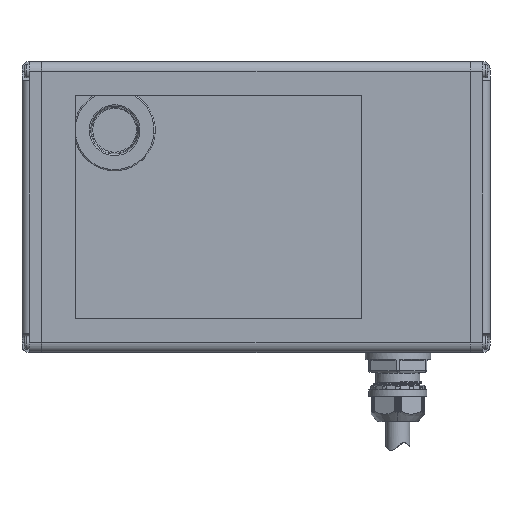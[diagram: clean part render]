
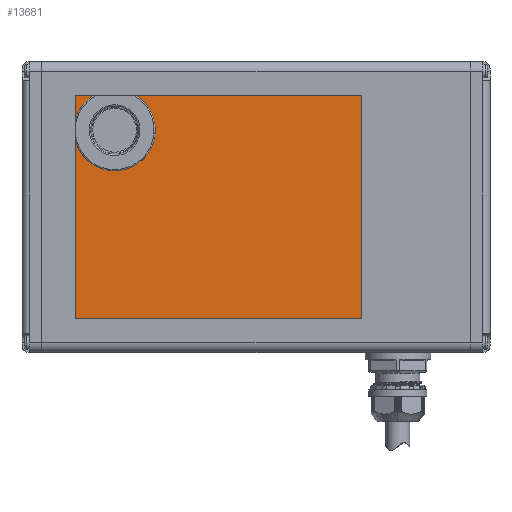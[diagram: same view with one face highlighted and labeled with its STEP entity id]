
A CAD part, top view. The second image highlights one B-rep face of the part: STEP entity #13681.
In plain terms, the highlighted planar face has unit normal (0, 0, 1).
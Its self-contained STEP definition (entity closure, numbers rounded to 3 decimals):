
#570 = LINE ( 'NONE', #20083, #2666 ) ;
#1069 = DIRECTION ( 'NONE',  ( 0., -1., 0. ) ) ;
#2173 = EDGE_CURVE ( 'NONE', #15383, #9332, #570, .T. ) ;
#2469 = LINE ( 'NONE', #4937, #22701 ) ;
#2498 = ORIENTED_EDGE ( 'NONE', *, *, #10275, .F. ) ;
#2666 = VECTOR ( 'NONE', #7446, 1000. ) ;
#3470 = AXIS2_PLACEMENT_3D ( 'NONE', #9035, #19056, #29056 ) ;
#3569 = DIRECTION ( 'NONE',  ( 0., 0., -1. ) ) ;
#4364 = ORIENTED_EDGE ( 'NONE', *, *, #9280, .T. ) ;
#4662 = VERTEX_POINT ( 'NONE', #25605 ) ;
#4937 = CARTESIAN_POINT ( 'NONE',  ( 88.5, -52.1, -20.6 ) ) ;
#7069 = FACE_OUTER_BOUND ( 'NONE', #11354, .T. ) ;
#7446 = DIRECTION ( 'NONE',  ( 0., -1., 0. ) ) ;
#7674 = EDGE_LOOP ( 'NONE', ( #30590, #12705 ) ) ;
#9035 = CARTESIAN_POINT ( 'NONE',  ( 88.5, 52.887, -20.6 ) ) ;
#9280 = EDGE_CURVE ( 'NONE', #4662, #15383, #24670, .T. ) ;
#9332 = VERTEX_POINT ( 'NONE', #22538 ) ;
#10275 = EDGE_CURVE ( 'NONE', #16347, #9332, #2469, .T. ) ;
#10425 = CARTESIAN_POINT ( 'NONE',  ( -42.609, 30.277, -20.6 ) ) ;
#11354 = EDGE_LOOP ( 'NONE', ( #2498, #20921, #4364, #12702 ) ) ;
#11537 = DIRECTION ( 'NONE',  ( 0., 0., -1. ) ) ;
#12015 = VERTEX_POINT ( 'NONE', #10425 ) ;
#12446 = CARTESIAN_POINT ( 'NONE',  ( -88.5, 52.887, -20.6 ) ) ;
#12702 = ORIENTED_EDGE ( 'NONE', *, *, #2173, .T. ) ;
#12705 = ORIENTED_EDGE ( 'NONE', *, *, #28533, .T. ) ;
#12871 = VECTOR ( 'NONE', #13041, 1000. ) ;
#13041 = DIRECTION ( 'NONE',  ( 0., 1., 0. ) ) ;
#13117 = EDGE_CURVE ( 'NONE', #16347, #4662, #15513, .T. ) ;
#13259 = DIRECTION ( 'NONE',  ( 0., -1., 0. ) ) ;
#13681 = ADVANCED_FACE ( 'NONE', ( #29220, #7069 ), #31530, .T. ) ;
#13738 = CARTESIAN_POINT ( 'NONE',  ( -58.3, 31.75, -20.6 ) ) ;
#14198 = VERTEX_POINT ( 'NONE', #30649 ) ;
#14845 = DIRECTION ( 'NONE',  ( -1., 0., 0. ) ) ;
#15383 = VERTEX_POINT ( 'NONE', #12446 ) ;
#15513 = LINE ( 'NONE', #32430, #12871 ) ;
#16347 = VERTEX_POINT ( 'NONE', #21192 ) ;
#19056 = DIRECTION ( 'NONE',  ( 0., 0., 1. ) ) ;
#19608 = CARTESIAN_POINT ( 'NONE',  ( 88.5, 52.887, -20.6 ) ) ;
#20074 = CIRCLE ( 'NONE', #24254, 15.76 ) ;
#20083 = CARTESIAN_POINT ( 'NONE',  ( -88.5, 52.887, -20.6 ) ) ;
#20901 = CARTESIAN_POINT ( 'NONE',  ( -58.3, 31.75, -20.6 ) ) ;
#20921 = ORIENTED_EDGE ( 'NONE', *, *, #13117, .T. ) ;
#21144 = VECTOR ( 'NONE', #14845, 1000. ) ;
#21192 = CARTESIAN_POINT ( 'NONE',  ( 88.5, -52.1, -20.6 ) ) ;
#21825 = DIRECTION ( 'NONE',  ( -1., 0., 0. ) ) ;
#22538 = CARTESIAN_POINT ( 'NONE',  ( -88.5, -52.1, -20.6 ) ) ;
#22701 = VECTOR ( 'NONE', #21825, 1000. ) ;
#24254 = AXIS2_PLACEMENT_3D ( 'NONE', #20901, #11537, #1069 ) ;
#24670 = LINE ( 'NONE', #19608, #21144 ) ;
#25605 = CARTESIAN_POINT ( 'NONE',  ( 88.5, 52.887, -20.6 ) ) ;
#26734 = AXIS2_PLACEMENT_3D ( 'NONE', #13738, #3569, #13259 ) ;
#28533 = EDGE_CURVE ( 'NONE', #14198, #12015, #31472, .T. ) ;
#29056 = DIRECTION ( 'NONE',  ( 0., -1., 0. ) ) ;
#29220 = FACE_BOUND ( 'NONE', #7674, .T. ) ;
#30590 = ORIENTED_EDGE ( 'NONE', *, *, #30793, .T. ) ;
#30649 = CARTESIAN_POINT ( 'NONE',  ( -73.991, 33.223, -20.6 ) ) ;
#30793 = EDGE_CURVE ( 'NONE', #12015, #14198, #20074, .T. ) ;
#31472 = CIRCLE ( 'NONE', #26734, 15.76 ) ;
#31530 = PLANE ( 'NONE',  #3470 ) ;
#32430 = CARTESIAN_POINT ( 'NONE',  ( 88.5, 52.887, -20.6 ) ) ;
